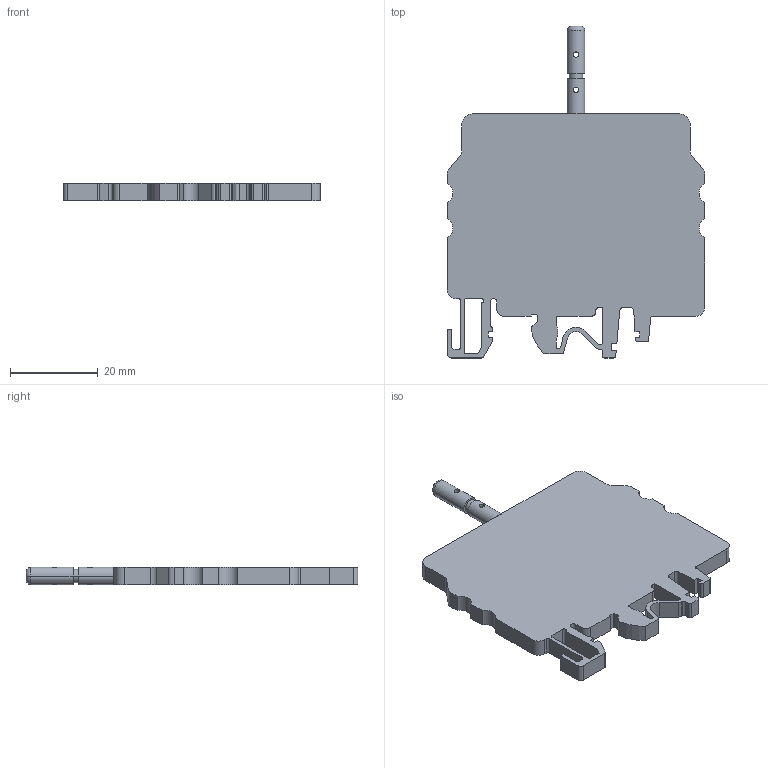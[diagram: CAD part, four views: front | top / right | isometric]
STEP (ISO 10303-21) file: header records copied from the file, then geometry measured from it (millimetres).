
FILE_DESCRIPTION((''),'2;1');
FILE_NAME('PZD_4-SO_ASM','2022-09-23T12:14:13',('klemen.sitar'),('Audax d.o.o.'),'CREO PARAMETRIC BY PTC INC, 2021304','CREO PARAMETRIC BY PTC INC, 2021304','');
FILE_SCHEMA(('AP242_MANAGED_MODEL_BASED_3D_ENGINEERING_MIM_LF { 1 0 10303 442 1 1 4 }'));
Length unit declared in the file: millimetre
Products named in the file (2): PZD_4_SO-42310; PZD_4-SO_ASM
Assembly tree (1 placements, depth 2):
  PZD_4-SO_ASM
    PZD_4_SO-42310
Bounding box: 58.5 x 75.5 x 4 mm (x, y, z)
Volume: 11031.9 mm3; surface area: 7124.1 mm2
Topology: 1 solids, 1 shells, 126 faces, 372 edges, 250 vertices
Faces by surface type: plane 70, cylinder 54, bspline 2
Entity records: 6557 total; most frequent: CARTESIAN_POINT 884, ORIENTED_EDGE 744, DIRECTION 736, PRESENTATION_STYLE_ASSIGNMENT 501, STYLED_ITEM 501, CURVE_STYLE 374, EDGE_CURVE 372, VERTEX_POINT 250
